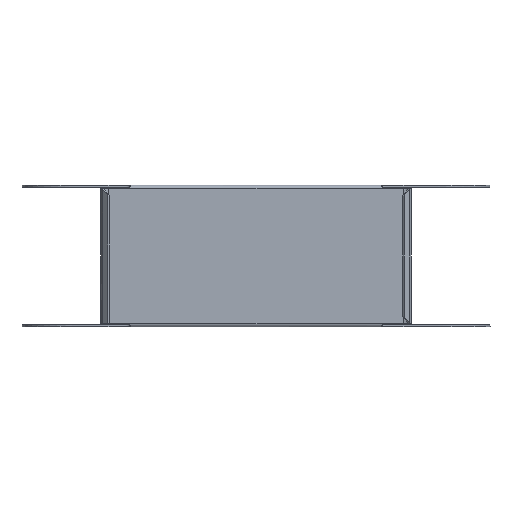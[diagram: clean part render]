
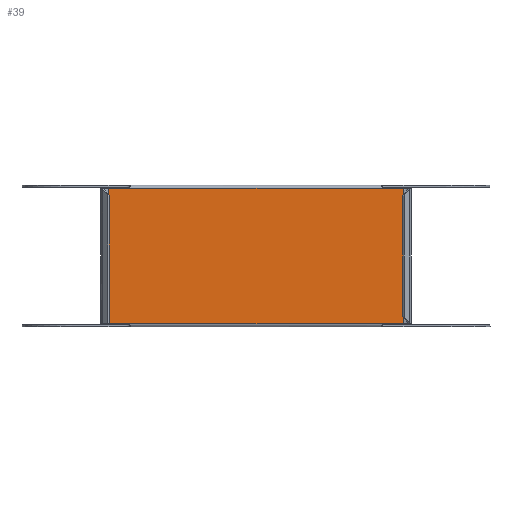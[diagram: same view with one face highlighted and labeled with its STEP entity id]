
A CAD part, front view. The second image highlights one B-rep face of the part: STEP entity #39.
In plain terms, the highlighted planar face has unit normal (0, -1, 0).
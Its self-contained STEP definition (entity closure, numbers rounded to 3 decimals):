
#39=ADVANCED_FACE('',(#127),#1375,.T.);
#127=FACE_OUTER_BOUND('',#217,.T.);
#217=EDGE_LOOP('',(#388,#389,#390,#391,#392,#393,#394,#395,#396,#397,#398,
#399));
#388=ORIENTED_EDGE('',*,*,#784,.T.);
#389=ORIENTED_EDGE('',*,*,#782,.T.);
#390=ORIENTED_EDGE('',*,*,#772,.T.);
#391=ORIENTED_EDGE('',*,*,#793,.T.);
#392=ORIENTED_EDGE('',*,*,#874,.T.);
#393=ORIENTED_EDGE('',*,*,#792,.T.);
#394=ORIENTED_EDGE('',*,*,#791,.T.);
#395=ORIENTED_EDGE('',*,*,#790,.T.);
#396=ORIENTED_EDGE('',*,*,#850,.T.);
#397=ORIENTED_EDGE('',*,*,#789,.T.);
#398=ORIENTED_EDGE('',*,*,#795,.T.);
#399=ORIENTED_EDGE('',*,*,#787,.F.);
#772=EDGE_CURVE('',#1216,#1214,#968,.T.);
#782=EDGE_CURVE('',#1228,#1216,#1052,.T.);
#784=EDGE_CURVE('',#1233,#1228,#1053,.T.);
#787=EDGE_CURVE('',#1233,#1235,#1055,.T.);
#789=EDGE_CURVE('',#1238,#1237,#1057,.T.);
#790=EDGE_CURVE('',#1240,#1239,#1058,.T.);
#791=EDGE_CURVE('',#1241,#1240,#1059,.T.);
#792=EDGE_CURVE('',#1242,#1241,#1060,.T.);
#793=EDGE_CURVE('',#1214,#1243,#1061,.T.);
#795=EDGE_CURVE('',#1237,#1235,#971,.T.);
#850=EDGE_CURVE('',#1239,#1238,#982,.T.);
#874=EDGE_CURVE('',#1243,#1242,#987,.T.);
#968=(
BOUNDED_CURVE()
B_SPLINE_CURVE(2,(#3121,#3122,#3123),.UNSPECIFIED.,.F.,.F.)
B_SPLINE_CURVE_WITH_KNOTS((3,3),(0.,1.283),.UNSPECIFIED.)
CURVE()
GEOMETRIC_REPRESENTATION_ITEM()
RATIONAL_B_SPLINE_CURVE((1.,0.981,1.))
REPRESENTATION_ITEM('')
);
#971=(
BOUNDED_CURVE()
B_SPLINE_CURVE(2,(#3174,#3175,#3176),.UNSPECIFIED.,.F.,.F.)
B_SPLINE_CURVE_WITH_KNOTS((3,3),(0.,1.283),.UNSPECIFIED.)
CURVE()
GEOMETRIC_REPRESENTATION_ITEM()
RATIONAL_B_SPLINE_CURVE((1.,0.981,1.))
REPRESENTATION_ITEM('')
);
#982=(
BOUNDED_CURVE()
B_SPLINE_CURVE(2,(#3423,#3424,#3425),.UNSPECIFIED.,.F.,.F.)
B_SPLINE_CURVE_WITH_KNOTS((3,3),(0.,1.283),.UNSPECIFIED.)
CURVE()
GEOMETRIC_REPRESENTATION_ITEM()
RATIONAL_B_SPLINE_CURVE((1.,0.981,1.))
REPRESENTATION_ITEM('')
);
#987=(
BOUNDED_CURVE()
B_SPLINE_CURVE(2,(#3496,#3497,#3498),.UNSPECIFIED.,.F.,.F.)
B_SPLINE_CURVE_WITH_KNOTS((3,3),(0.,1.283),.UNSPECIFIED.)
CURVE()
GEOMETRIC_REPRESENTATION_ITEM()
RATIONAL_B_SPLINE_CURVE((1.,0.981,1.))
REPRESENTATION_ITEM('')
);
#1052=B_SPLINE_CURVE_WITH_KNOTS('',1,(#3142,#3143),.UNSPECIFIED.,.F.,.F.,
(2,2),(0.,12.75),.UNSPECIFIED.);
#1053=B_SPLINE_CURVE_WITH_KNOTS('',1,(#3149,#3150),.UNSPECIFIED.,.F.,.F.,
(2,2),(-95.,0.),.UNSPECIFIED.);
#1055=B_SPLINE_CURVE_WITH_KNOTS('',1,(#3158,#3159),.UNSPECIFIED.,.F.,.F.,
(2,2),(0.,12.75),.UNSPECIFIED.);
#1057=B_SPLINE_CURVE_WITH_KNOTS('',1,(#3162,#3163),.UNSPECIFIED.,.F.,.F.,
(2,2),(-181.,0.),.UNSPECIFIED.);
#1058=B_SPLINE_CURVE_WITH_KNOTS('',1,(#3164,#3165),.UNSPECIFIED.,.F.,.F.,
(2,2),(0.,12.75),.UNSPECIFIED.);
#1059=B_SPLINE_CURVE_WITH_KNOTS('',1,(#3166,#3167),.UNSPECIFIED.,.F.,.F.,
(2,2),(-95.,0.),.UNSPECIFIED.);
#1060=B_SPLINE_CURVE_WITH_KNOTS('',1,(#3168,#3169),.UNSPECIFIED.,.F.,.F.,
(2,2),(-12.75,0.),.UNSPECIFIED.);
#1061=B_SPLINE_CURVE_WITH_KNOTS('',1,(#3170,#3171),.UNSPECIFIED.,.F.,.F.,
(2,2),(-181.,0.),.UNSPECIFIED.);
#1214=VERTEX_POINT('',#2889);
#1216=VERTEX_POINT('',#2891);
#1228=VERTEX_POINT('',#2903);
#1233=VERTEX_POINT('',#2908);
#1235=VERTEX_POINT('',#2910);
#1237=VERTEX_POINT('',#2912);
#1238=VERTEX_POINT('',#2913);
#1239=VERTEX_POINT('',#2914);
#1240=VERTEX_POINT('',#2915);
#1241=VERTEX_POINT('',#2916);
#1242=VERTEX_POINT('',#2917);
#1243=VERTEX_POINT('',#2918);
#1375=PLANE('',#1434);
#1434=AXIS2_PLACEMENT_3D('',#1780,#1476,$);
#1476=DIRECTION('',(0.,-1.,0.));
#1780=CARTESIAN_POINT('',(-126.599,-41.75,6.532));
#2889=CARTESIAN_POINT('',(-91.217,-41.75,-99.));
#2891=CARTESIAN_POINT('',(-92.467,-41.75,-98.75));
#2903=CARTESIAN_POINT('',(-105.217,-41.75,-98.75));
#2908=CARTESIAN_POINT('',(-105.217,-41.75,-3.75));
#2910=CARTESIAN_POINT('',(-92.467,-41.75,-3.75));
#2912=CARTESIAN_POINT('',(-91.217,-41.75,-3.5));
#2913=CARTESIAN_POINT('',(89.783,-41.75,-3.5));
#2914=CARTESIAN_POINT('',(91.033,-41.75,-3.75));
#2915=CARTESIAN_POINT('',(103.783,-41.75,-3.75));
#2916=CARTESIAN_POINT('',(103.783,-41.75,-98.75));
#2917=CARTESIAN_POINT('',(91.033,-41.75,-98.75));
#2918=CARTESIAN_POINT('',(89.783,-41.75,-99.));
#3121=CARTESIAN_POINT('',(-92.467,-41.75,-98.75));
#3122=CARTESIAN_POINT('',(-91.817,-41.75,-98.75));
#3123=CARTESIAN_POINT('',(-91.217,-41.75,-99.));
#3142=CARTESIAN_POINT('',(-105.217,-41.75,-98.75));
#3143=CARTESIAN_POINT('',(-92.467,-41.75,-98.75));
#3149=CARTESIAN_POINT('',(-105.217,-41.75,-3.75));
#3150=CARTESIAN_POINT('',(-105.217,-41.75,-98.75));
#3158=CARTESIAN_POINT('',(-105.217,-41.75,-3.75));
#3159=CARTESIAN_POINT('',(-92.467,-41.75,-3.75));
#3162=CARTESIAN_POINT('',(89.783,-41.75,-3.5));
#3163=CARTESIAN_POINT('',(-91.217,-41.75,-3.5));
#3164=CARTESIAN_POINT('',(103.783,-41.75,-3.75));
#3165=CARTESIAN_POINT('',(91.033,-41.75,-3.75));
#3166=CARTESIAN_POINT('',(103.783,-41.75,-98.75));
#3167=CARTESIAN_POINT('',(103.783,-41.75,-3.75));
#3168=CARTESIAN_POINT('',(91.033,-41.75,-98.75));
#3169=CARTESIAN_POINT('',(103.783,-41.75,-98.75));
#3170=CARTESIAN_POINT('',(-91.217,-41.75,-99.));
#3171=CARTESIAN_POINT('',(89.783,-41.75,-99.));
#3174=CARTESIAN_POINT('',(-91.217,-41.75,-3.5));
#3175=CARTESIAN_POINT('',(-91.817,-41.75,-3.75));
#3176=CARTESIAN_POINT('',(-92.467,-41.75,-3.75));
#3423=CARTESIAN_POINT('',(91.033,-41.75,-3.75));
#3424=CARTESIAN_POINT('',(90.383,-41.75,-3.75));
#3425=CARTESIAN_POINT('',(89.783,-41.75,-3.5));
#3496=CARTESIAN_POINT('',(89.783,-41.75,-99.));
#3497=CARTESIAN_POINT('',(90.383,-41.75,-98.75));
#3498=CARTESIAN_POINT('',(91.033,-41.75,-98.75));
